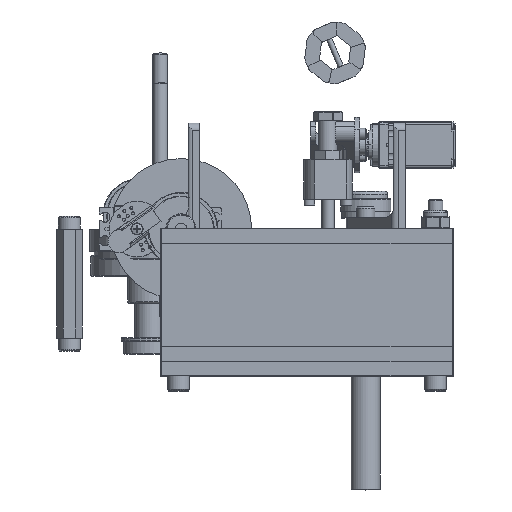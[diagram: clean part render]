
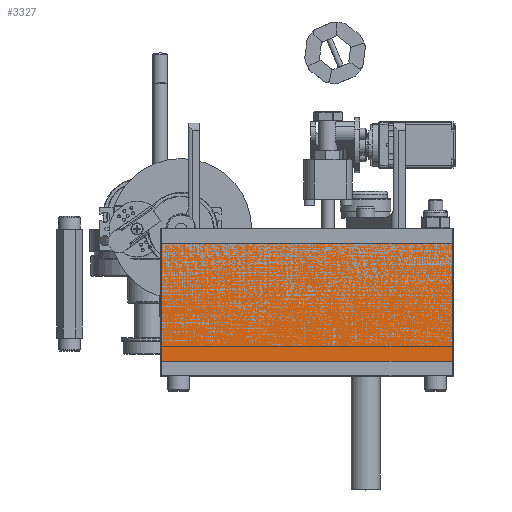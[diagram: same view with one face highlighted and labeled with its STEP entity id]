
A CAD part, top view. The second image highlights one B-rep face of the part: STEP entity #3327.
In plain terms, the highlighted face is planar.
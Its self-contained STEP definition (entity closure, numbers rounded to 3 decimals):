
#3327 = ADVANCED_FACE( '', ( #5224 ), #5225, .T. );
#5224 = FACE_OUTER_BOUND( '', #7600, .T. );
#5225 = PLANE( '', #7601 );
#7600 = EDGE_LOOP( '', ( #13291, #13292, #13293, #13294 ) );
#7601 = AXIS2_PLACEMENT_3D( '', #13295, #13296, #13297 );
#13291 = ORIENTED_EDGE( '', *, *, #16926, .F. );
#13292 = ORIENTED_EDGE( '', *, *, #16927, .T. );
#13293 = ORIENTED_EDGE( '', *, *, #16914, .T. );
#13294 = ORIENTED_EDGE( '', *, *, #16928, .T. );
#13295 = CARTESIAN_POINT( '', ( 0., -50.978, 0. ) );
#13296 = DIRECTION( '', ( -1., 0., 0. ) );
#13297 = DIRECTION( '', ( 0., 0., 1. ) );
#16914 = EDGE_CURVE( '', #19951, #19952, #19953, .T. );
#16926 = EDGE_CURVE( '', #19975, #19976, #19977, .T. );
#16927 = EDGE_CURVE( '', #19975, #19951, #19978, .F. );
#16928 = EDGE_CURVE( '', #19952, #19976, #19979, .T. );
#19951 = VERTEX_POINT( '', #25068 );
#19952 = VERTEX_POINT( '', #25069 );
#19953 = LINE( '', #25070, #25071 );
#19975 = VERTEX_POINT( '', #25100 );
#19976 = VERTEX_POINT( '', #25101 );
#19977 = LINE( '', #25102, #25103 );
#19978 = LINE( '', #25104, #25105 );
#19979 = LINE( '', #25106, #25107 );
#25068 = CARTESIAN_POINT( '', ( 0., -50.978, 0.762 ) );
#25069 = CARTESIAN_POINT( '', ( 0., -50.978, 126.238 ) );
#25070 = CARTESIAN_POINT( '', ( 0., -50.978, 0. ) );
#25071 = VECTOR( '', #29096, 1000. );
#25100 = CARTESIAN_POINT( '', ( 0., 0., 0.762 ) );
#25101 = CARTESIAN_POINT( '', ( 0., 0., 126.238 ) );
#25102 = CARTESIAN_POINT( '', ( 0., 0., 0. ) );
#25103 = VECTOR( '', #29116, 1000. );
#25104 = CARTESIAN_POINT( '', ( 0., -50.978, 0.762 ) );
#25105 = VECTOR( '', #29117, 1000. );
#25106 = CARTESIAN_POINT( '', ( 0., -50.978, 126.238 ) );
#25107 = VECTOR( '', #29118, 1000. );
#29096 = DIRECTION( '', ( 0., 0., 1. ) );
#29116 = DIRECTION( '', ( 0., 0., 1. ) );
#29117 = DIRECTION( '', ( 0., 1., 0. ) );
#29118 = DIRECTION( '', ( 0., 1., 0. ) );
